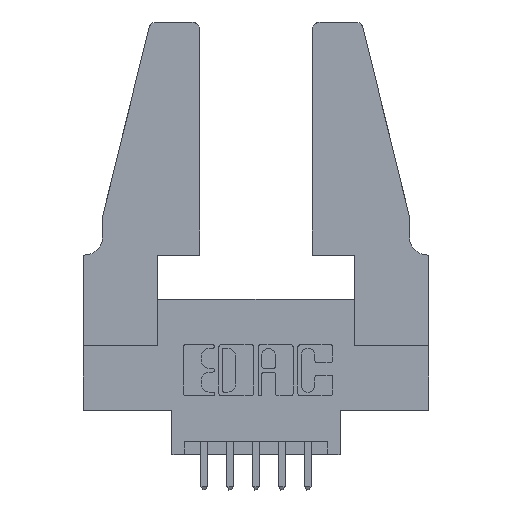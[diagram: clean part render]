
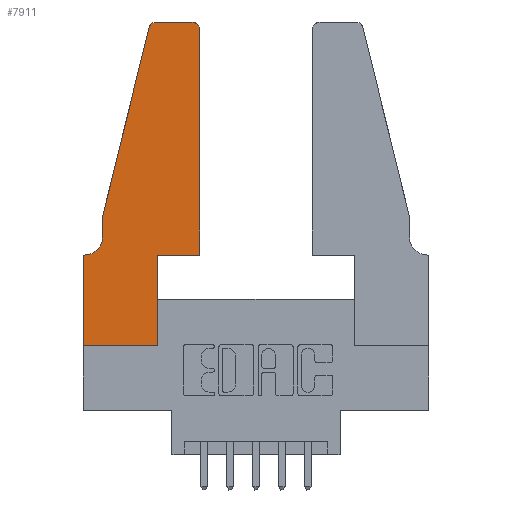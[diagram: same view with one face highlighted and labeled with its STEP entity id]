
A CAD part, top view. The second image highlights one B-rep face of the part: STEP entity #7911.
In plain terms, the highlighted planar face has unit normal (0, 0, 1).
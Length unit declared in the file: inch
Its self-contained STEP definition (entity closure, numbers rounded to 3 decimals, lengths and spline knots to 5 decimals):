
#455 = ORIENTED_EDGE ( 'NONE', *, *, #1350, .T. ) ;
#731 = VECTOR ( 'NONE', #6631, 39.37008 ) ;
#791 = DIRECTION ( 'NONE',  ( 1., 0., 0. ) ) ;
#1047 = DIRECTION ( 'NONE',  ( 0., 1., 0. ) ) ;
#1174 = CARTESIAN_POINT ( 'NONE',  ( 0.2605, 1.25, 0.37 ) ) ;
#1327 = DIRECTION ( 'NONE',  ( 1., 0., 0. ) ) ;
#1350 = EDGE_CURVE ( 'NONE', #7570, #8088, #5865, .T. ) ;
#1448 = VECTOR ( 'NONE', #4776, 39.37008 ) ;
#1496 = EDGE_CURVE ( 'NONE', #7988, #5544, #10686, .T. ) ;
#1598 = VERTEX_POINT ( 'NONE', #6567 ) ;
#1665 = CIRCLE ( 'NONE', #7949, 0.03 ) ;
#2211 = ORIENTED_EDGE ( 'NONE', *, *, #1496, .T. ) ;
#2226 = CARTESIAN_POINT ( 'NONE',  ( 0.284, 1.22, 0.37 ) ) ;
#2231 = DIRECTION ( 'NONE',  ( 0., -1., 0. ) ) ;
#2246 = DIRECTION ( 'NONE',  ( -1., 0., 0. ) ) ;
#2550 = CARTESIAN_POINT ( 'NONE',  ( 0.4205, 1.25, 0.37 ) ) ;
#2821 = VERTEX_POINT ( 'NONE', #6275 ) ;
#2891 = LINE ( 'NONE', #4629, #9387 ) ;
#2900 = CARTESIAN_POINT ( 'NONE',  ( 0.0755, 0.42, 0.37 ) ) ;
#3117 = EDGE_CURVE ( 'NONE', #8088, #9748, #4065, .T. ) ;
#3132 = DIRECTION ( 'NONE',  ( 1., 0., 0. ) ) ;
#3134 = EDGE_CURVE ( 'NONE', #5140, #9828, #1665, .T. ) ;
#3196 = CARTESIAN_POINT ( 'NONE',  ( 0.0755, 0.35, 0.37 ) ) ;
#3344 = CARTESIAN_POINT ( 'NONE',  ( 0., 0., 0.37 ) ) ;
#3636 = LINE ( 'NONE', #3989, #9844 ) ;
#3700 = CARTESIAN_POINT ( 'NONE',  ( 0.4505, 1.22, 0.37 ) ) ;
#3736 = CIRCLE ( 'NONE', #9840, 0.03 ) ;
#3852 = LINE ( 'NONE', #1174, #1448 ) ;
#3989 = CARTESIAN_POINT ( 'NONE',  ( 0.0755, 0.5, 0.37 ) ) ;
#4065 = LINE ( 'NONE', #6194, #6347 ) ;
#4125 = DIRECTION ( 'NONE',  ( 0., 0., -1. ) ) ;
#4183 = VECTOR ( 'NONE', #4469, 39.37008 ) ;
#4469 = DIRECTION ( 'NONE',  ( 1., 0., 0. ) ) ;
#4565 = EDGE_CURVE ( 'NONE', #2821, #7988, #2891, .T. ) ;
#4629 = CARTESIAN_POINT ( 'NONE',  ( 0.2865, 0.35, 0.37 ) ) ;
#4645 = CIRCLE ( 'NONE', #5189, 0.07 ) ;
#4659 = EDGE_CURVE ( 'NONE', #9828, #7112, #3852, .T. ) ;
#4776 = DIRECTION ( 'NONE',  ( -1., 0., 0. ) ) ;
#4858 = CARTESIAN_POINT ( 'NONE',  ( 0.0055, 0.35, 0.37 ) ) ;
#4908 = ORIENTED_EDGE ( 'NONE', *, *, #7573, .T. ) ;
#4986 = AXIS2_PLACEMENT_3D ( 'NONE', #11112, #6118, #791 ) ;
#5140 = VERTEX_POINT ( 'NONE', #3700 ) ;
#5189 = AXIS2_PLACEMENT_3D ( 'NONE', #9173, #4125, #9996 ) ;
#5218 = VERTEX_POINT ( 'NONE', #2900 ) ;
#5273 = PLANE ( 'NONE',  #4986 ) ;
#5328 = VECTOR ( 'NONE', #2246, 39.37008 ) ;
#5459 = EDGE_CURVE ( 'NONE', #5218, #7570, #4645, .T. ) ;
#5490 = LINE ( 'NONE', #9086, #731 ) ;
#5525 = EDGE_LOOP ( 'NONE', ( #5855, #8369, #4908, #7910, #9894, #455, #10930, #10011, #10201, #2211, #9739, #8915 ) ) ;
#5529 = DIRECTION ( 'NONE',  ( 1., 0., 0. ) ) ;
#5544 = VERTEX_POINT ( 'NONE', #9244 ) ;
#5855 = ORIENTED_EDGE ( 'NONE', *, *, #4659, .T. ) ;
#5865 = LINE ( 'NONE', #3196, #5328 ) ;
#5991 = VECTOR ( 'NONE', #5529, 39.37008 ) ;
#6054 = LINE ( 'NONE', #7401, #10218 ) ;
#6118 = DIRECTION ( 'NONE',  ( 0., 0., 1. ) ) ;
#6180 = CARTESIAN_POINT ( 'NONE',  ( 0.25487, 1.22718, 0.37 ) ) ;
#6194 = CARTESIAN_POINT ( 'NONE',  ( 0., 0., 0.37 ) ) ;
#6246 = CARTESIAN_POINT ( 'NONE',  ( 0.4205, 1.22, 0.37 ) ) ;
#6275 = CARTESIAN_POINT ( 'NONE',  ( 0.2865, 0., 0.37 ) ) ;
#6306 = CARTESIAN_POINT ( 'NONE',  ( 0.4505, 0.35, 0.37 ) ) ;
#6347 = VECTOR ( 'NONE', #7022, 39.37008 ) ;
#6469 = LINE ( 'NONE', #7844, #4183 ) ;
#6567 = CARTESIAN_POINT ( 'NONE',  ( 0.0755, 0.5, 0.37 ) ) ;
#6631 = DIRECTION ( 'NONE',  ( 0., 1., 0. ) ) ;
#6813 = CARTESIAN_POINT ( 'NONE',  ( 0.284, 1.25, 0.37 ) ) ;
#7022 = DIRECTION ( 'NONE',  ( 0., -1., 0. ) ) ;
#7112 = VERTEX_POINT ( 'NONE', #6813 ) ;
#7401 = CARTESIAN_POINT ( 'NONE',  ( 0.0755, 0.5, 0.37 ) ) ;
#7415 = DIRECTION ( 'NONE',  ( -0.239, -0.971, 0. ) ) ;
#7570 = VERTEX_POINT ( 'NONE', #4858 ) ;
#7573 = EDGE_CURVE ( 'NONE', #8564, #1598, #3636, .T. ) ;
#7844 = CARTESIAN_POINT ( 'NONE',  ( 0., 0., 0.37 ) ) ;
#7910 = ORIENTED_EDGE ( 'NONE', *, *, #8234, .T. ) ;
#7911 = ADVANCED_FACE ( 'NONE', ( #9200 ), #5273, .T. ) ;
#7949 = AXIS2_PLACEMENT_3D ( 'NONE', #6246, #8087, #1327 ) ;
#7967 = EDGE_CURVE ( 'NONE', #9748, #2821, #6469, .T. ) ;
#7988 = VERTEX_POINT ( 'NONE', #8692 ) ;
#8017 = CARTESIAN_POINT ( 'NONE',  ( 0., 0.35, 0.37 ) ) ;
#8087 = DIRECTION ( 'NONE',  ( 0., 0., 1. ) ) ;
#8088 = VERTEX_POINT ( 'NONE', #8017 ) ;
#8226 = DIRECTION ( 'NONE',  ( 0., 0., 1. ) ) ;
#8234 = EDGE_CURVE ( 'NONE', #1598, #5218, #6054, .T. ) ;
#8369 = ORIENTED_EDGE ( 'NONE', *, *, #10677, .T. ) ;
#8564 = VERTEX_POINT ( 'NONE', #6180 ) ;
#8692 = CARTESIAN_POINT ( 'NONE',  ( 0.2865, 0.35, 0.37 ) ) ;
#8915 = ORIENTED_EDGE ( 'NONE', *, *, #3134, .T. ) ;
#9086 = CARTESIAN_POINT ( 'NONE',  ( 0.4505, 0.35, 0.37 ) ) ;
#9173 = CARTESIAN_POINT ( 'NONE',  ( 0.0055, 0.42, 0.37 ) ) ;
#9200 = FACE_OUTER_BOUND ( 'NONE', #5525, .T. ) ;
#9244 = CARTESIAN_POINT ( 'NONE',  ( 0.4505, 0.35, 0.37 ) ) ;
#9387 = VECTOR ( 'NONE', #1047, 39.37008 ) ;
#9642 = EDGE_CURVE ( 'NONE', #5544, #5140, #5490, .T. ) ;
#9739 = ORIENTED_EDGE ( 'NONE', *, *, #9642, .T. ) ;
#9748 = VERTEX_POINT ( 'NONE', #3344 ) ;
#9828 = VERTEX_POINT ( 'NONE', #2550 ) ;
#9840 = AXIS2_PLACEMENT_3D ( 'NONE', #2226, #8226, #3132 ) ;
#9844 = VECTOR ( 'NONE', #7415, 39.37008 ) ;
#9894 = ORIENTED_EDGE ( 'NONE', *, *, #5459, .T. ) ;
#9996 = DIRECTION ( 'NONE',  ( -1., 0., 0. ) ) ;
#10011 = ORIENTED_EDGE ( 'NONE', *, *, #7967, .T. ) ;
#10201 = ORIENTED_EDGE ( 'NONE', *, *, #4565, .T. ) ;
#10218 = VECTOR ( 'NONE', #2231, 39.37008 ) ;
#10677 = EDGE_CURVE ( 'NONE', #7112, #8564, #3736, .T. ) ;
#10686 = LINE ( 'NONE', #6306, #5991 ) ;
#10930 = ORIENTED_EDGE ( 'NONE', *, *, #3117, .T. ) ;
#11112 = CARTESIAN_POINT ( 'NONE',  ( 0., 0.35, 0.37 ) ) ;
